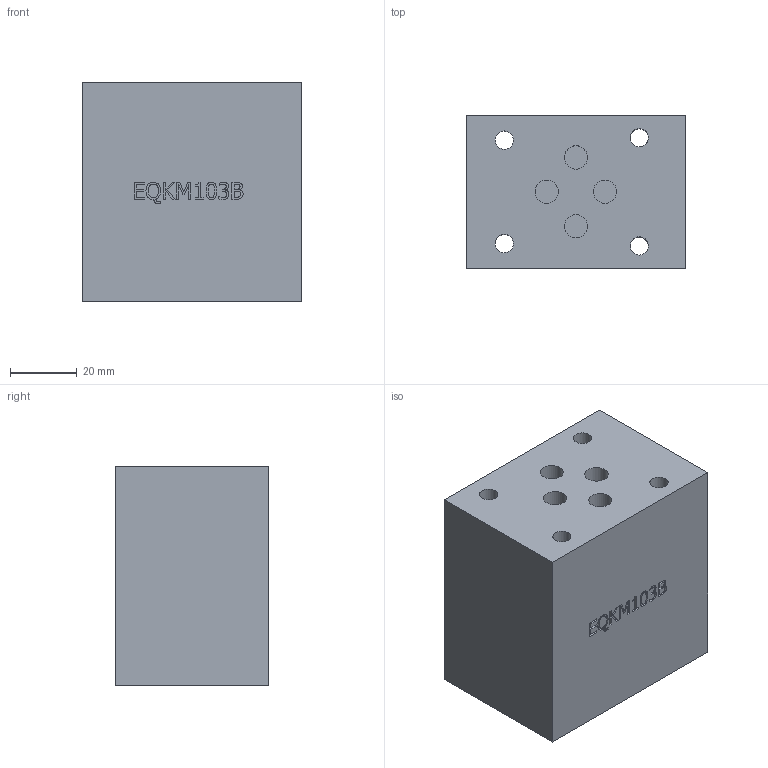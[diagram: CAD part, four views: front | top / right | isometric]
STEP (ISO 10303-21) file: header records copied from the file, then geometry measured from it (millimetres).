
FILE_DESCRIPTION(/* description */ (''),/* implementation_level */ '2;1');
FILE_NAME(/* name */ 'eqkm103B.stp',/* time_stamp */ '2016-05-10T16:13:01+02:00',/* author */ ('Lemoine2'),/* organization */ (''),/* preprocessor_version */ 'ST-DEVELOPER v16.1',/* originating_system */ 'Autodesk Inventor 2016',/* authorisation */ '');
FILE_SCHEMA (('AUTOMOTIVE_DESIGN { 1 0 10303 214 3 1 1 }'));
Length unit declared in the file: millimetre
Products named in the file (1): eqkm103B
Bounding box: 66 x 46 x 66 mm (x, y, z)
Volume: 190921.2 mm3; surface area: 27106.4 mm2
Topology: 1 solids, 1 shells, 200 faces, 522 edges, 350 vertices
Faces by surface type: plane 106, bspline 64, cylinder 28, cone 2
Full cylindrical faces by diameter (mm): 5 x4, 5.5 x4, 6.5 x4, 7 x6, 12 x4
Entity records: 6625 total; most frequent: CARTESIAN_POINT 2120, ORIENTED_EDGE 992, DIRECTION 673, EDGE_CURVE 496, VERTEX_POINT 346, LINE 291, VECTOR 291, EDGE_LOOP 264
